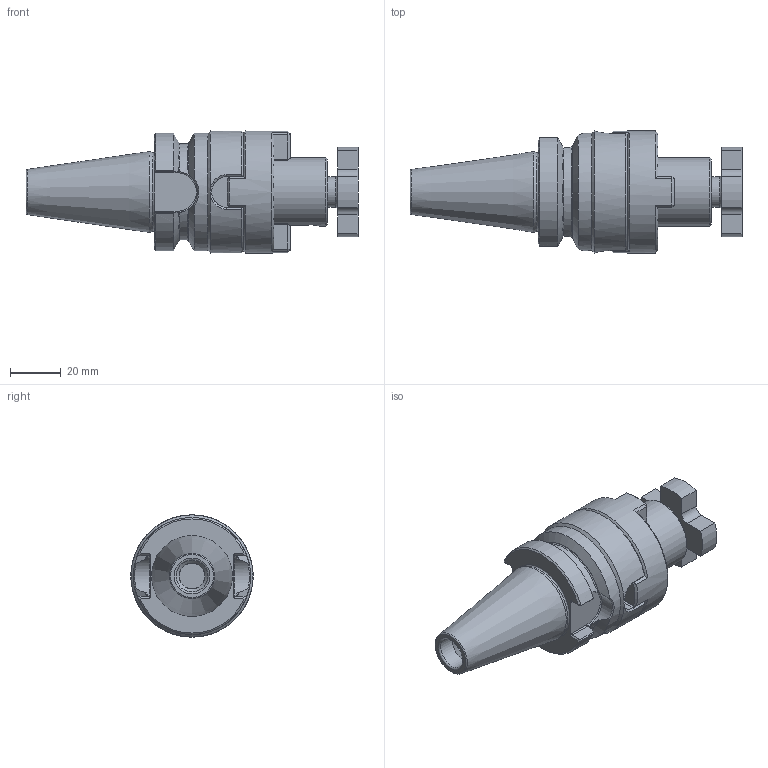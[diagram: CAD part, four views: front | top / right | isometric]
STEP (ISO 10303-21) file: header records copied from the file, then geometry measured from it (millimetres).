
FILE_DESCRIPTION( ( 'Unknown' ), '1' );
FILE_NAME( '213042720-B.stp', 'Unknown', ( 'Unknown' ), ( 'Unknown' ), 'PSStep 15.0.49', 'Unknown', ' ' );
FILE_SCHEMA( ( 'AUTOMOTIVE_DESIGN { 1 0 10303 214 1 1 1 1 }' ) );
Length unit declared in the file: millimetre
Products named in the file (3): 1; 2; 3
Bounding box: 130.4 x 48 x 48 mm (x, y, z)
Volume: 110950 mm3; surface area: 28861.8 mm2
Topology: 3 solids, 3 shells, 214 faces, 534 edges, 327 vertices
Faces by surface type: plane 119, cylinder 39, cone 34, torus 12, bspline 10
Full cylindrical faces by diameter (mm): 10.106 x3, 12 x1, 12.5 x1, 13 x1, 26.4 x1, 27 x2, 46 x1, 48 x1
Entity records: 8484 total; most frequent: CARTESIAN_POINT 2028, ORIENTED_EDGE 996, DIRECTION 918, EDGE_CURVE 498, AXIS2_PLACEMENT_3D 348, VERTEX_POINT 318, EDGE_LOOP 244, FACE_OUTER_BOUND 230
